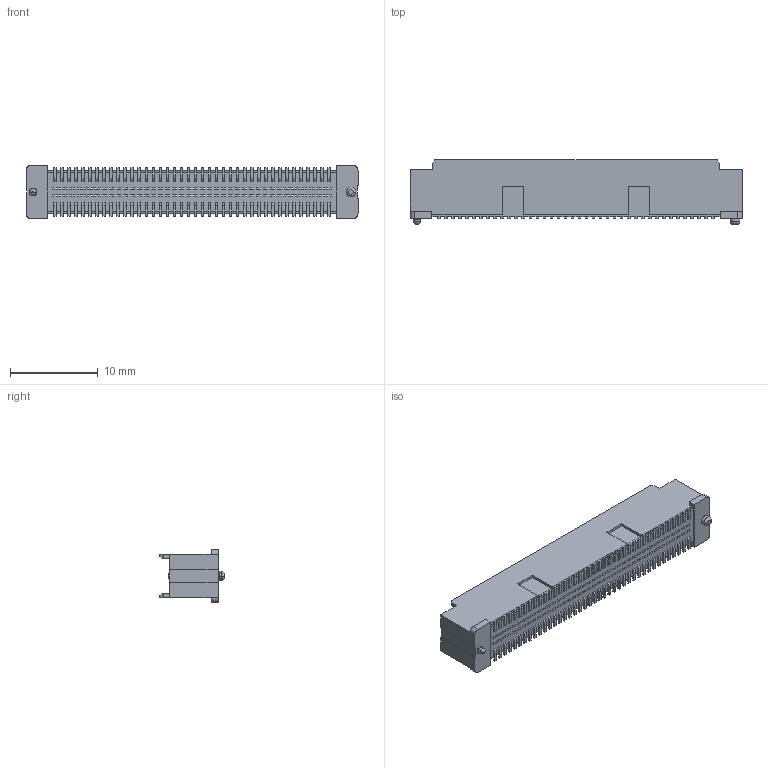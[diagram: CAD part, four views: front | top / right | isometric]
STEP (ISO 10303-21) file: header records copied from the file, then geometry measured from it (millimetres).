
FILE_DESCRIPTION((''),'2;1');
FILE_NAME('61083_083X0XXX','2019-10-29T',('Gub'),('AFCI'),'CREO PARAMETRIC BY PTC INC, 2016130','CREO PARAMETRIC BY PTC INC, 2016130','');
FILE_SCHEMA(('AUTOMOTIVE_DESIGN { 1 0 10303 214 1 1 1 1 }'));
Length unit declared in the file: millimetre
Products named in the file (1): 61083_083X0XXX
Bounding box: 37.8 x 7.35 x 6 mm (x, y, z)
Volume: 786.5 mm3; surface area: 2084.2 mm2
Topology: 1 solids, 1 shells, 1881 faces, 5167 edges, 3216 vertices
Faces by surface type: plane 1763, cylinder 96, cone 16, bspline 4, torus 2
Entity records: 58804 total; most frequent: CARTESIAN_POINT 10374, ORIENTED_EDGE 10334, DIRECTION 9141, EDGE_CURVE 5167, VECTOR 4947, LINE 4947, VERTEX_POINT 3216, AXIS2_PLACEMENT_3D 2097
